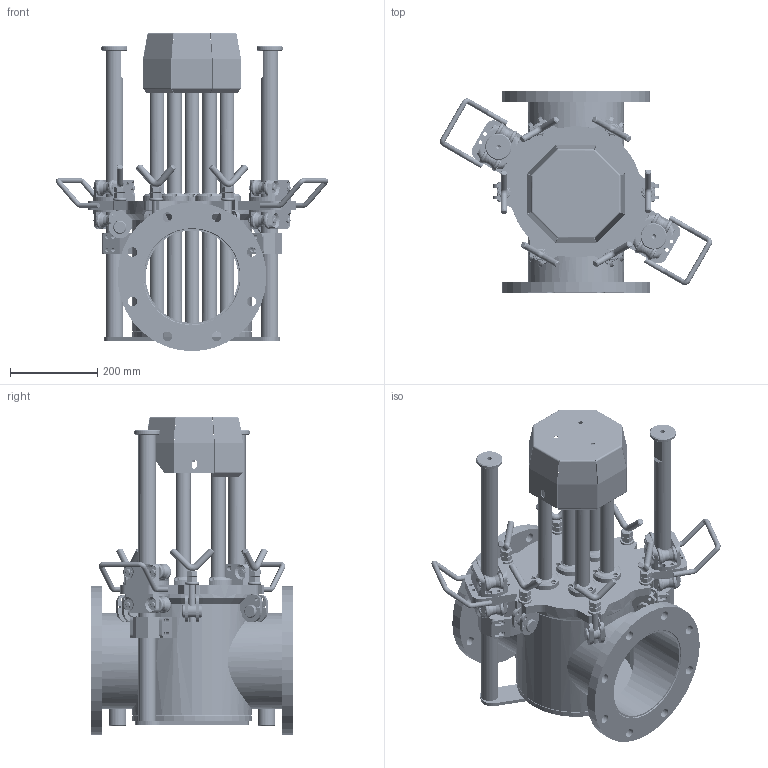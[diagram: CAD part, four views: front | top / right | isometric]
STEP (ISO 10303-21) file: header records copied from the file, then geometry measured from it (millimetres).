
FILE_DESCRIPTION(/* description */ (''),/* implementation_level */ '2;1');
FILE_NAME(/* name */ 'SSFNP20038 E.stp',/* time_stamp */ '2019-05-21T10:29:20+02:00',/* author */ ('cr'),/* organization */ (''),/* preprocessor_version */ 'ST-DEVELOPER v17.2',/* originating_system */ 'Autodesk Inventor 2019',/* authorisation */ '');
FILE_SCHEMA (('AUTOMOTIVE_DESIGN { 1 0 10303 214 3 1 1 }'));
Products named in the file (1): Part2
Bounding box: 621.83 x 460 x 726.98 mm (x, y, z)
Volume: 11372288.4 mm3; surface area: 3115165.8 mm2
Topology: 42 solids, 80 shells, 3049 faces, 8847 edges, 6040 vertices
Faces by surface type: plane 1130, cylinder 970, torus 432, cone 357, sphere 114, bspline 46
Full cylindrical faces by diameter (mm): 1.5 x15, 1.7 x32, 4.134 x10, 4.917 x15, 5 x10, 6 x15, 6.5 x15, 6.6 x12, 6.647 x4, 8 x10, 8.376 x24, 8.5 x24, 9 x2, 10 x18, 10.5 x16, 10.917 x4, 11 x2, 12 x61, 12.3 x16, 13 x12, 13.5 x8, 14 x1, 15 x12, 16 x18, 17 x6, 17.12 x32, 20 x16, 22 x16, 22.88 x32, 25.8 x8
Entity records: 120407 total; most frequent: CARTESIAN_POINT 34872, DIRECTION 17646, ORIENTED_EDGE 17202, EDGE_CURVE 8601, AXIS2_PLACEMENT_3D 7499, VERTEX_POINT 6046, CIRCLE 4481, EDGE_LOOP 3979
